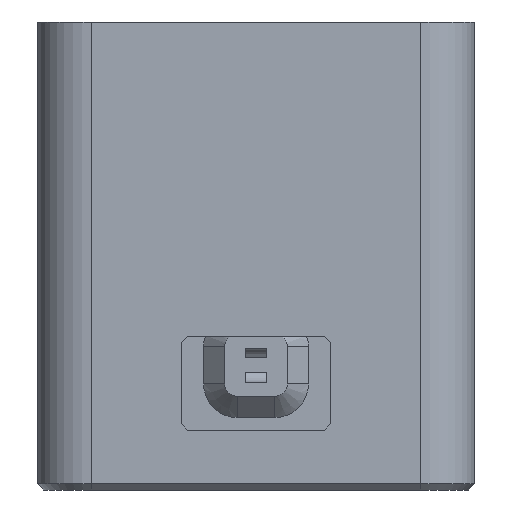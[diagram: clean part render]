
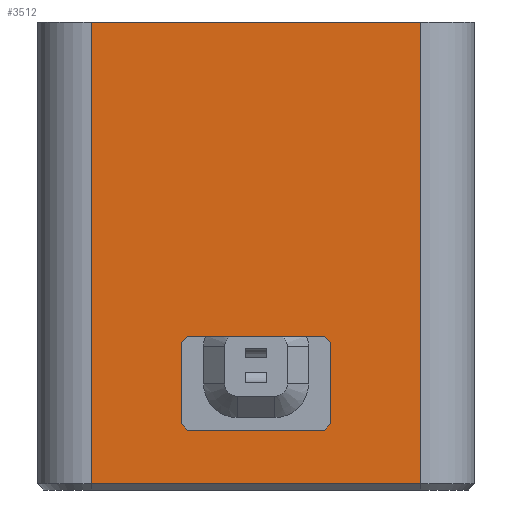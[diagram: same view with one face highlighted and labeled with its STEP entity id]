
A CAD part, front view. The second image highlights one B-rep face of the part: STEP entity #3512.
In plain terms, the highlighted planar face has unit normal (0, -1, 0).
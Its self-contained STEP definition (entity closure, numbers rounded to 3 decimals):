
#315 = VERTEX_POINT('',#316);
#316 = CARTESIAN_POINT('',(-26.4,-46.4,70.));
#323 = EDGE_CURVE('',#324,#315,#326,.T.);
#324 = VERTEX_POINT('',#325);
#325 = CARTESIAN_POINT('',(26.4,-46.4,70.));
#326 = LINE('',#327,#328);
#327 = CARTESIAN_POINT('',(26.4,-46.4,70.));
#328 = VECTOR('',#329,1.);
#329 = DIRECTION('',(-1.,0.,0.));
#3469 = EDGE_CURVE('',#3470,#315,#3472,.T.);
#3470 = VERTEX_POINT('',#3471);
#3471 = CARTESIAN_POINT('',(-26.4,-46.4,-4.));
#3472 = LINE('',#3473,#3474);
#3473 = CARTESIAN_POINT('',(-26.4,-46.4,0.));
#3474 = VECTOR('',#3475,1.);
#3475 = DIRECTION('',(0.,0.,1.));
#3512 = ADVANCED_FACE('',(#3513,#3531),#3597,.T.);
#3513 = FACE_BOUND('',#3514,.T.);
#3514 = EDGE_LOOP('',(#3515,#3523,#3524,#3525));
#3515 = ORIENTED_EDGE('',*,*,#3516,.F.);
#3516 = EDGE_CURVE('',#324,#3517,#3519,.T.);
#3517 = VERTEX_POINT('',#3518);
#3518 = CARTESIAN_POINT('',(26.4,-46.4,-4.));
#3519 = LINE('',#3520,#3521);
#3520 = CARTESIAN_POINT('',(26.4,-46.4,0.));
#3521 = VECTOR('',#3522,1.);
#3522 = DIRECTION('',(-0.,-0.,-1.));
#3523 = ORIENTED_EDGE('',*,*,#323,.T.);
#3524 = ORIENTED_EDGE('',*,*,#3469,.F.);
#3525 = ORIENTED_EDGE('',*,*,#3526,.F.);
#3526 = EDGE_CURVE('',#3517,#3470,#3527,.T.);
#3527 = LINE('',#3528,#3529);
#3528 = CARTESIAN_POINT('',(26.4,-46.4,-4.));
#3529 = VECTOR('',#3530,1.);
#3530 = DIRECTION('',(-1.,0.,0.));
#3531 = FACE_BOUND('',#3532,.T.);
#3532 = EDGE_LOOP('',(#3533,#3543,#3551,#3559,#3567,#3575,#3583,#3591));
#3533 = ORIENTED_EDGE('',*,*,#3534,.T.);
#3534 = EDGE_CURVE('',#3535,#3537,#3539,.T.);
#3535 = VERTEX_POINT('',#3536);
#3536 = CARTESIAN_POINT('',(-12.,-46.4,18.6));
#3537 = VERTEX_POINT('',#3538);
#3538 = CARTESIAN_POINT('',(-11.,-46.4,19.6));
#3539 = LINE('',#3540,#3541);
#3540 = CARTESIAN_POINT('',(-5.025,-46.4,25.575));
#3541 = VECTOR('',#3542,1.);
#3542 = DIRECTION('',(0.707,0.,0.707));
#3543 = ORIENTED_EDGE('',*,*,#3544,.T.);
#3544 = EDGE_CURVE('',#3537,#3545,#3547,.T.);
#3545 = VERTEX_POINT('',#3546);
#3546 = CARTESIAN_POINT('',(11.,-46.4,19.6));
#3547 = LINE('',#3548,#3549);
#3548 = CARTESIAN_POINT('',(0.,-46.4,19.6));
#3549 = VECTOR('',#3550,1.);
#3550 = DIRECTION('',(1.,0.,0.));
#3551 = ORIENTED_EDGE('',*,*,#3552,.F.);
#3552 = EDGE_CURVE('',#3553,#3545,#3555,.T.);
#3553 = VERTEX_POINT('',#3554);
#3554 = CARTESIAN_POINT('',(12.,-46.4,18.6));
#3555 = LINE('',#3556,#3557);
#3556 = CARTESIAN_POINT('',(5.025,-46.4,25.575));
#3557 = VECTOR('',#3558,1.);
#3558 = DIRECTION('',(-0.707,0.,0.707));
#3559 = ORIENTED_EDGE('',*,*,#3560,.F.);
#3560 = EDGE_CURVE('',#3561,#3553,#3563,.T.);
#3561 = VERTEX_POINT('',#3562);
#3562 = CARTESIAN_POINT('',(12.,-46.4,5.6));
#3563 = LINE('',#3564,#3565);
#3564 = CARTESIAN_POINT('',(12.,-46.4,25.55));
#3565 = VECTOR('',#3566,1.);
#3566 = DIRECTION('',(0.,0.,1.));
#3567 = ORIENTED_EDGE('',*,*,#3568,.F.);
#3568 = EDGE_CURVE('',#3569,#3561,#3571,.T.);
#3569 = VERTEX_POINT('',#3570);
#3570 = CARTESIAN_POINT('',(11.,-46.4,4.6));
#3571 = LINE('',#3572,#3573);
#3572 = CARTESIAN_POINT('',(15.725,-46.4,9.325));
#3573 = VECTOR('',#3574,1.);
#3574 = DIRECTION('',(0.707,0.,0.707));
#3575 = ORIENTED_EDGE('',*,*,#3576,.F.);
#3576 = EDGE_CURVE('',#3577,#3569,#3579,.T.);
#3577 = VERTEX_POINT('',#3578);
#3578 = CARTESIAN_POINT('',(-11.,-46.4,4.6));
#3579 = LINE('',#3580,#3581);
#3580 = CARTESIAN_POINT('',(5.5,-46.4,4.6));
#3581 = VECTOR('',#3582,1.);
#3582 = DIRECTION('',(1.,0.,0.));
#3583 = ORIENTED_EDGE('',*,*,#3584,.T.);
#3584 = EDGE_CURVE('',#3577,#3585,#3587,.T.);
#3585 = VERTEX_POINT('',#3586);
#3586 = CARTESIAN_POINT('',(-12.,-46.4,5.6));
#3587 = LINE('',#3588,#3589);
#3588 = CARTESIAN_POINT('',(-15.725,-46.4,9.325));
#3589 = VECTOR('',#3590,1.);
#3590 = DIRECTION('',(-0.707,0.,0.707));
#3591 = ORIENTED_EDGE('',*,*,#3592,.T.);
#3592 = EDGE_CURVE('',#3585,#3535,#3593,.T.);
#3593 = LINE('',#3594,#3595);
#3594 = CARTESIAN_POINT('',(-12.,-46.4,25.55));
#3595 = VECTOR('',#3596,1.);
#3596 = DIRECTION('',(0.,0.,1.));
#3597 = PLANE('',#3598);
#3598 = AXIS2_PLACEMENT_3D('',#3599,#3600,#3601);
#3599 = CARTESIAN_POINT('',(0.,-46.4,32.5));
#3600 = DIRECTION('',(-0.,-1.,-0.));
#3601 = DIRECTION('',(-1.,0.,0.));
